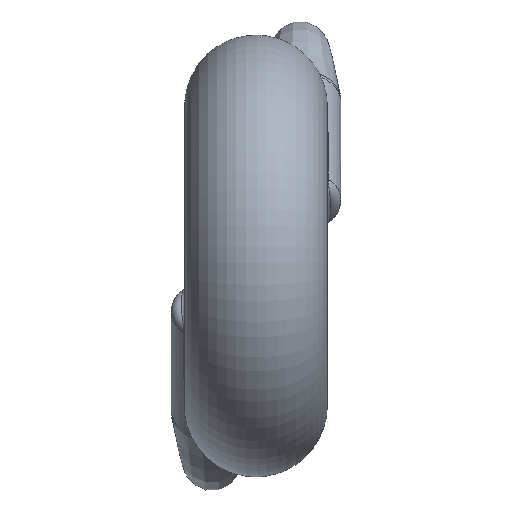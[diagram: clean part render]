
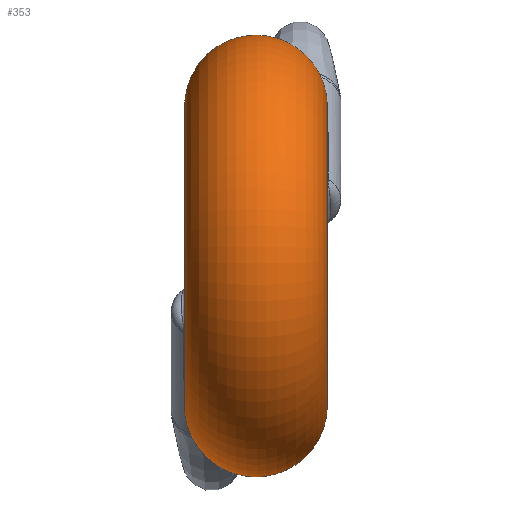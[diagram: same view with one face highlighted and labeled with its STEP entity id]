
A CAD part, left-side view. The second image highlights one B-rep face of the part: STEP entity #353.
In plain terms, the highlighted toroidal (fillet/blend) face has major radius 4.4 mm and minor radius 2.1 mm.
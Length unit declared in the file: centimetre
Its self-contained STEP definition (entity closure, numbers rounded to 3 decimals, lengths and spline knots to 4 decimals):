
#14=TOROIDAL_SURFACE('',#386,0.44,0.21);
#49=B_SPLINE_CURVE_WITH_KNOTS('',3,(#1222,#1223,#1224,#1225,#1226,#1227,
#1228,#1229,#1230,#1231,#1232,#1233,#1234,#1235,#1236,#1237),
 .UNSPECIFIED.,.F.,.F.,(4,1,1,1,1,1,1,1,1,1,1,1,1,4),(-0.8467,
-0.7863,-0.7258,-0.6048,-0.5443,
-0.4839,-0.4234,-0.3629,-0.3024,
-0.2419,-0.1814,-0.121,-0.0605,
0.),.UNSPECIFIED.);
#53=B_SPLINE_CURVE_WITH_KNOTS('',3,(#1346,#1347,#1348,#1349,#1350,#1351,
#1352,#1353,#1354,#1355,#1356,#1357,#1358,#1359,#1360,#1361,#1362),
 .UNSPECIFIED.,.F.,.F.,(4,1,1,1,1,1,1,1,1,1,1,1,1,1,4),(-0.8467,
-0.7863,-0.7258,-0.6653,-0.6048,
-0.5443,-0.4839,-0.4234,-0.3629,
-0.3024,-0.2419,-0.1814,-0.121,
-0.0907,0.),.UNSPECIFIED.);
#69=FACE_BOUND('',#114,.T.);
#84=FACE_OUTER_BOUND('',#113,.T.);
#113=EDGE_LOOP('',(#268,#269));
#114=EDGE_LOOP('',(#270,#271));
#141=CIRCLE('',#387,0.44);
#142=CIRCLE('',#388,0.44);
#165=VERTEX_POINT('',#1219);
#166=VERTEX_POINT('',#1221);
#170=VERTEX_POINT('',#1344);
#171=VERTEX_POINT('',#1345);
#198=EDGE_CURVE('',#165,#166,#49,.T.);
#207=EDGE_CURVE('',#170,#171,#53,.T.);
#208=EDGE_CURVE('',#170,#171,#141,.T.);
#209=EDGE_CURVE('',#165,#166,#142,.T.);
#268=ORIENTED_EDGE('',*,*,#207,.F.);
#269=ORIENTED_EDGE('',*,*,#208,.T.);
#270=ORIENTED_EDGE('',*,*,#198,.F.);
#271=ORIENTED_EDGE('',*,*,#209,.T.);
#353=ADVANCED_FACE('',(#84,#69),#14,.T.);
#386=AXIS2_PLACEMENT_3D('',#1343,#449,#450);
#387=AXIS2_PLACEMENT_3D('',#1363,#451,#452);
#388=AXIS2_PLACEMENT_3D('',#1364,#453,#454);
#449=DIRECTION('center_axis',(0.,1.,0.));
#450=DIRECTION('ref_axis',(1.,0.,0.));
#451=DIRECTION('center_axis',(0.,1.,0.));
#452=DIRECTION('ref_axis',(-1.,0.,0.));
#453=DIRECTION('center_axis',(0.,-1.,0.));
#454=DIRECTION('ref_axis',(-1.,0.,0.));
#1219=CARTESIAN_POINT('',(0.3848,0.3,-0.2134));
#1221=CARTESIAN_POINT('',(0.2606,0.3,-0.3546));
#1222=CARTESIAN_POINT('Ctrl Pts',(0.3848,0.3,-0.2134));
#1223=CARTESIAN_POINT('Ctrl Pts',(0.3983,0.3,-0.2273));
#1224=CARTESIAN_POINT('Ctrl Pts',(0.4291,0.2947,-0.2508));
#1225=CARTESIAN_POINT('Ctrl Pts',(0.4929,0.2644,-0.2826));
#1226=CARTESIAN_POINT('Ctrl Pts',(0.5409,0.2045,-0.3097));
#1227=CARTESIAN_POINT('Ctrl Pts',(0.5416,0.1373,-0.3534));
#1228=CARTESIAN_POINT('Ctrl Pts',(0.518,0.0997,
-0.3943));
#1229=CARTESIAN_POINT('Ctrl Pts',(0.4797,0.0854,
-0.4398));
#1230=CARTESIAN_POINT('Ctrl Pts',(0.4375,0.0986,
-0.4822));
#1231=CARTESIAN_POINT('Ctrl Pts',(0.3986,0.1362,-0.5096));
#1232=CARTESIAN_POINT('Ctrl Pts',(0.367,0.187,-0.5111));
#1233=CARTESIAN_POINT('Ctrl Pts',(0.3427,0.2349,-0.4872));
#1234=CARTESIAN_POINT('Ctrl Pts',(0.3214,0.2716,-0.4471));
#1235=CARTESIAN_POINT('Ctrl Pts',(0.2974,0.2946,-0.3991));
#1236=CARTESIAN_POINT('Ctrl Pts',(0.2743,0.3,-0.3681));
#1237=CARTESIAN_POINT('Ctrl Pts',(0.2606,0.3,-0.3546));
#1343=CARTESIAN_POINT('Origin',(0.,0.09,0.));
#1344=CARTESIAN_POINT('',(0.3848,-0.12,0.2134));
#1345=CARTESIAN_POINT('',(0.2606,-0.12,0.3546));
#1346=CARTESIAN_POINT('Ctrl Pts',(0.3848,-0.12,0.2134));
#1347=CARTESIAN_POINT('Ctrl Pts',(0.3983,-0.12,0.2273));
#1348=CARTESIAN_POINT('Ctrl Pts',(0.4291,-0.1149,
0.2508));
#1349=CARTESIAN_POINT('Ctrl Pts',(0.477,-0.0917,
0.2747));
#1350=CARTESIAN_POINT('Ctrl Pts',(0.5169,-0.0549,
0.296));
#1351=CARTESIAN_POINT('Ctrl Pts',(0.5411,-0.0074,
0.3207));
#1352=CARTESIAN_POINT('Ctrl Pts',(0.5416,0.0426,
0.3534));
#1353=CARTESIAN_POINT('Ctrl Pts',(0.518,0.0804,
0.3944));
#1354=CARTESIAN_POINT('Ctrl Pts',(0.4797,0.0945,0.4398));
#1355=CARTESIAN_POINT('Ctrl Pts',(0.4375,0.0814,
0.4822));
#1356=CARTESIAN_POINT('Ctrl Pts',(0.3986,0.0438,
0.5096));
#1357=CARTESIAN_POINT('Ctrl Pts',(0.367,-0.007,
0.5111));
#1358=CARTESIAN_POINT('Ctrl Pts',(0.3427,-0.055,
0.4872));
#1359=CARTESIAN_POINT('Ctrl Pts',(0.3249,-0.0855,
0.4537));
#1360=CARTESIAN_POINT('Ctrl Pts',(0.3017,-0.1119,
0.4078));
#1361=CARTESIAN_POINT('Ctrl Pts',(0.2811,-0.12,
0.3748));
#1362=CARTESIAN_POINT('Ctrl Pts',(0.2606,-0.12,0.3546));
#1363=CARTESIAN_POINT('Origin',(0.,-0.12,0.));
#1364=CARTESIAN_POINT('Origin',(0.,0.3,0.));
